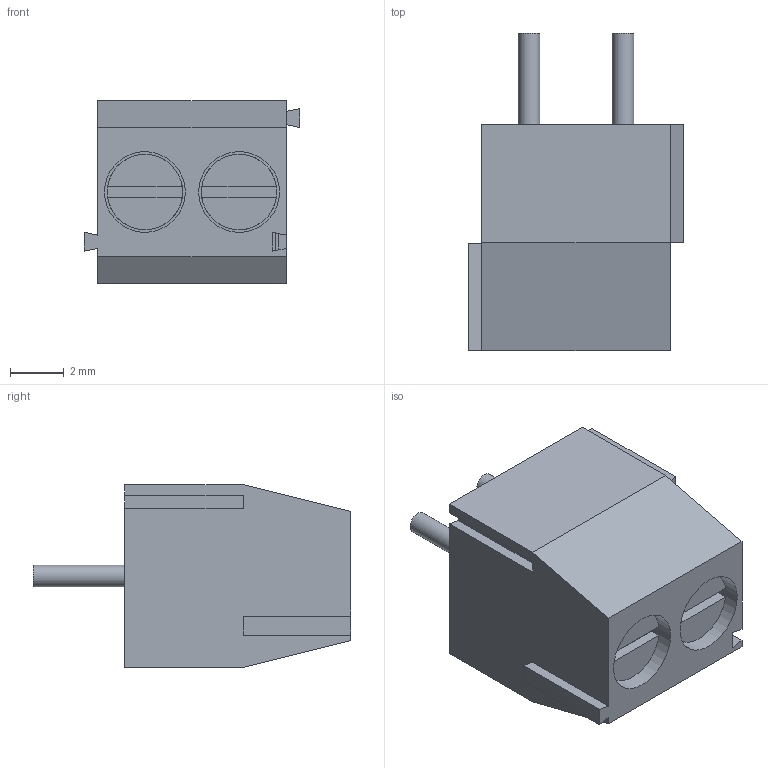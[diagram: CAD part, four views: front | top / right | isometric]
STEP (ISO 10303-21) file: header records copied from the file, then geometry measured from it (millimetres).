
FILE_DESCRIPTION( ( '' ), ' ' );
FILE_NAME( '5caabe26eac27d1519707bc7.step', '2019-04-08T03:21:10', ( '' ), ( '' ), ' ', ' ', ' ' );
FILE_SCHEMA( ( 'AUTOMOTIVE_DESIGN { 1 0 10303 214 1 1 1 1 }' ) );
Length unit declared in the file: metre
Products named in the file (5): Part 5; Part 4; Part 3; Part 2; Part 1
Bounding box: 8 x 11.8 x 6.8 mm (x, y, z)
Volume: 311.1 mm3; surface area: 786.3 mm2
Topology: 5 solids, 5 shells, 144 faces, 338 edges, 208 vertices
Faces by surface type: plane 120, cylinder 20, bspline 4
Full cylindrical faces by diameter (mm): 0.8 x2, 2 x2, 2.8 x2, 3 x2
Entity records: 5248 total; most frequent: CARTESIAN_POINT 811, ORIENTED_EDGE 652, DIRECTION 650, EDGE_CURVE 326, LINE 276, VECTOR 276, VERTEX_POINT 204, AXIS2_PLACEMENT_3D 187
